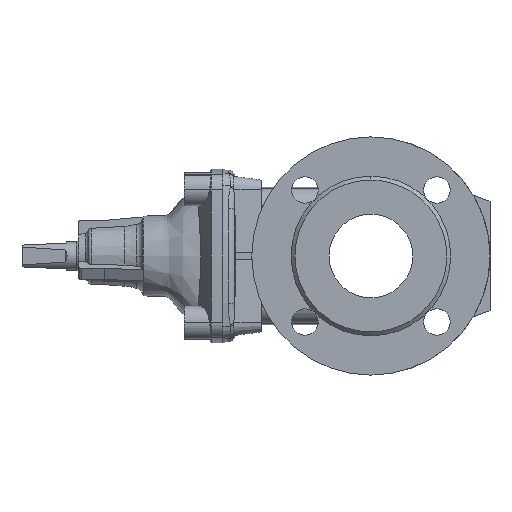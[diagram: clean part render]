
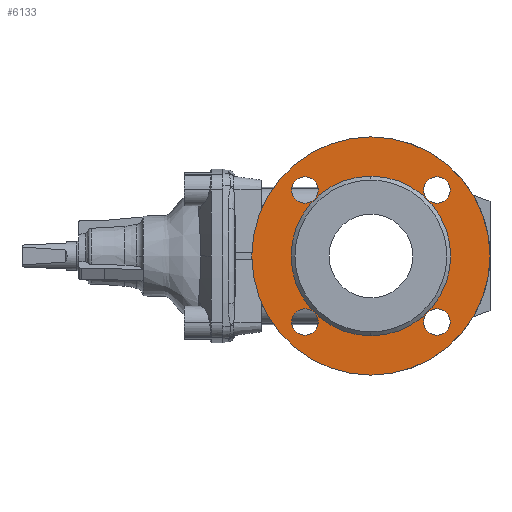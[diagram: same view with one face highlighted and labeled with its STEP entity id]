
A CAD part, left-side view. The second image highlights one B-rep face of the part: STEP entity #6133.
In plain terms, the highlighted planar face has unit normal (-1, 0, 0).
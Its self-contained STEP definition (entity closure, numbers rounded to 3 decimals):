
#144 = CIRCLE ( 'NONE', #2129, 62. ) ;
#174 = CIRCLE ( 'NONE', #2138, 92.5 ) ;
#235 = CIRCLE ( 'NONE', #2161, 92.5 ) ;
#355 = CIRCLE ( 'NONE', #2215, 10.25 ) ;
#357 = CIRCLE ( 'NONE', #2219, 10.25 ) ;
#381 = CIRCLE ( 'NONE', #2223, 10.25 ) ;
#413 = CIRCLE ( 'NONE', #2238, 10.25 ) ;
#473 = CIRCLE ( 'NONE', #2262, 10.25 ) ;
#477 = CIRCLE ( 'NONE', #2263, 10.25 ) ;
#478 = CIRCLE ( 'NONE', #2264, 10.25 ) ;
#479 = CIRCLE ( 'NONE', #2265, 10.25 ) ;
#480 = CIRCLE ( 'NONE', #2266, 62. ) ;
#734 = AXIS2_PLACEMENT_3D ( 'NONE', #5955, #5948, #5957 ) ;
#2129 = AXIS2_PLACEMENT_3D ( 'NONE', #4783, #4784, #4785 ) ;
#2138 = AXIS2_PLACEMENT_3D ( 'NONE', #4845, #4846, #4847 ) ;
#2161 = AXIS2_PLACEMENT_3D ( 'NONE', #11521, #11522, #11523 ) ;
#2215 = AXIS2_PLACEMENT_3D ( 'NONE', #2677, #2678, #2679 ) ;
#2219 = AXIS2_PLACEMENT_3D ( 'NONE', #2695, #2696, #2697 ) ;
#2223 = AXIS2_PLACEMENT_3D ( 'NONE', #2731, #2732, #2733 ) ;
#2238 = AXIS2_PLACEMENT_3D ( 'NONE', #2899, #2900, #2901 ) ;
#2262 = AXIS2_PLACEMENT_3D ( 'NONE', #3940, #3941, #3942 ) ;
#2263 = AXIS2_PLACEMENT_3D ( 'NONE', #3943, #3944, #3945 ) ;
#2264 = AXIS2_PLACEMENT_3D ( 'NONE', #3946, #3947, #3948 ) ;
#2265 = AXIS2_PLACEMENT_3D ( 'NONE', #3951, #3952, #3953 ) ;
#2266 = AXIS2_PLACEMENT_3D ( 'NONE', #3956, #3957, #3958 ) ;
#2677 = CARTESIAN_POINT ( 'NONE',  ( -132., 51.265, 51.265 ) ) ;
#2678 = DIRECTION ( 'NONE',  ( -1., 0., 0. ) ) ;
#2679 = DIRECTION ( 'NONE',  ( 0., 0., 1. ) ) ;
#2695 = CARTESIAN_POINT ( 'NONE',  ( -132., 51.265, -51.265 ) ) ;
#2696 = DIRECTION ( 'NONE',  ( -1., 0., 0. ) ) ;
#2697 = DIRECTION ( 'NONE',  ( 0., 0., 1. ) ) ;
#2731 = CARTESIAN_POINT ( 'NONE',  ( -132., -51.265, -51.265 ) ) ;
#2732 = DIRECTION ( 'NONE',  ( -1., 0., 0. ) ) ;
#2733 = DIRECTION ( 'NONE',  ( 0., 0., 1. ) ) ;
#2899 = CARTESIAN_POINT ( 'NONE',  ( -132., -51.265, 51.265 ) ) ;
#2900 = DIRECTION ( 'NONE',  ( -1., 0., 0. ) ) ;
#2901 = DIRECTION ( 'NONE',  ( 0., 0., 1. ) ) ;
#3940 = CARTESIAN_POINT ( 'NONE',  ( -132., -51.265, 51.265 ) ) ;
#3941 = DIRECTION ( 'NONE',  ( -1., 0., 0. ) ) ;
#3942 = DIRECTION ( 'NONE',  ( 0., 0., 1. ) ) ;
#3943 = CARTESIAN_POINT ( 'NONE',  ( -132., -51.265, -51.265 ) ) ;
#3944 = DIRECTION ( 'NONE',  ( -1., 0., 0. ) ) ;
#3945 = DIRECTION ( 'NONE',  ( 0., 0., 1. ) ) ;
#3946 = CARTESIAN_POINT ( 'NONE',  ( -132., 51.265, 51.265 ) ) ;
#3947 = DIRECTION ( 'NONE',  ( -1., 0., 0. ) ) ;
#3948 = DIRECTION ( 'NONE',  ( 0., 0., 1. ) ) ;
#3951 = CARTESIAN_POINT ( 'NONE',  ( -132., 51.265, -51.265 ) ) ;
#3952 = DIRECTION ( 'NONE',  ( -1., 0., 0. ) ) ;
#3953 = DIRECTION ( 'NONE',  ( 0., 0., 1. ) ) ;
#3956 = CARTESIAN_POINT ( 'NONE',  ( -132., 0., 0. ) ) ;
#3957 = DIRECTION ( 'NONE',  ( 1., 0., 0. ) ) ;
#3958 = DIRECTION ( 'NONE',  ( 0., 0., -1. ) ) ;
#4783 = CARTESIAN_POINT ( 'NONE',  ( -132., 0., 0. ) ) ;
#4784 = DIRECTION ( 'NONE',  ( 1., 0., 0. ) ) ;
#4785 = DIRECTION ( 'NONE',  ( 0., 0., -1. ) ) ;
#4845 = CARTESIAN_POINT ( 'NONE',  ( -132., 0., 0. ) ) ;
#4846 = DIRECTION ( 'NONE',  ( 1., 0., 0. ) ) ;
#4847 = DIRECTION ( 'NONE',  ( 0., 0., -1. ) ) ;
#5948 = DIRECTION ( 'NONE',  ( -1., 0., 0. ) ) ;
#5953 = PLANE ( 'NONE',  #734 ) ;
#5955 = CARTESIAN_POINT ( 'NONE',  ( -132., -92.5, 0. ) ) ;
#5957 = DIRECTION ( 'NONE',  ( 0., 0., -1. ) ) ;
#6133 = ADVANCED_FACE ( 'NONE', ( #8533, #8526, #8535, #8532, #8536, #8534 ), #5953, .T. ) ;
#7016 = EDGE_CURVE ( 'NONE', #10516, #10517, #144, .T. ) ;
#7039 = EDGE_CURVE ( 'NONE', #10539, #10540, #174, .T. ) ;
#7093 = EDGE_CURVE ( 'NONE', #10540, #10539, #235, .T. ) ;
#7950 = ORIENTED_EDGE ( 'NONE', *, *, #7093, .F. ) ;
#7975 = ORIENTED_EDGE ( 'NONE', *, *, #8850, .F. ) ;
#7982 = ORIENTED_EDGE ( 'NONE', *, *, #8849, .F. ) ;
#8034 = ORIENTED_EDGE ( 'NONE', *, *, #8724, .F. ) ;
#8046 = ORIENTED_EDGE ( 'NONE', *, *, #8851, .T. ) ;
#8103 = ORIENTED_EDGE ( 'NONE', *, *, #7016, .T. ) ;
#8171 = ORIENTED_EDGE ( 'NONE', *, *, #8848, .F. ) ;
#8208 = ORIENTED_EDGE ( 'NONE', *, *, #7039, .F. ) ;
#8282 = ORIENTED_EDGE ( 'NONE', *, *, #8718, .F. ) ;
#8294 = ORIENTED_EDGE ( 'NONE', *, *, #8738, .F. ) ;
#8296 = ORIENTED_EDGE ( 'NONE', *, *, #8776, .F. ) ;
#8298 = ORIENTED_EDGE ( 'NONE', *, *, #8847, .F. ) ;
#8526 = FACE_BOUND ( 'NONE', #10893, .T. ) ;
#8532 = FACE_BOUND ( 'NONE', #10889, .T. ) ;
#8533 = FACE_BOUND ( 'NONE', #10875, .T. ) ;
#8534 = FACE_BOUND ( 'NONE', #10895, .T. ) ;
#8535 = FACE_BOUND ( 'NONE', #10892, .T. ) ;
#8536 = FACE_OUTER_BOUND ( 'NONE', #10890, .T. ) ;
#8718 = EDGE_CURVE ( 'NONE', #11072, #11078, #355, .T. ) ;
#8724 = EDGE_CURVE ( 'NONE', #11075, #11099, #357, .T. ) ;
#8738 = EDGE_CURVE ( 'NONE', #11092, #11108, #381, .T. ) ;
#8776 = EDGE_CURVE ( 'NONE', #11071, #11085, #413, .T. ) ;
#8847 = EDGE_CURVE ( 'NONE', #11085, #11071, #473, .T. ) ;
#8848 = EDGE_CURVE ( 'NONE', #11108, #11092, #477, .T. ) ;
#8849 = EDGE_CURVE ( 'NONE', #11078, #11072, #478, .T. ) ;
#8850 = EDGE_CURVE ( 'NONE', #11099, #11075, #479, .T. ) ;
#8851 = EDGE_CURVE ( 'NONE', #10517, #10516, #480, .T. ) ;
#9905 = CARTESIAN_POINT ( 'NONE',  ( -132., 0., 62. ) ) ;
#9906 = CARTESIAN_POINT ( 'NONE',  ( -132., 0., -62. ) ) ;
#9928 = CARTESIAN_POINT ( 'NONE',  ( -132., 0., 92.5 ) ) ;
#9929 = CARTESIAN_POINT ( 'NONE',  ( -132., 0., -92.5 ) ) ;
#10213 = CARTESIAN_POINT ( 'NONE',  ( -132., -51.265, 41.015 ) ) ;
#10214 = CARTESIAN_POINT ( 'NONE',  ( -132., 51.265, 41.015 ) ) ;
#10217 = CARTESIAN_POINT ( 'NONE',  ( -132., 51.265, -61.515 ) ) ;
#10220 = CARTESIAN_POINT ( 'NONE',  ( -132., 51.265, 61.515 ) ) ;
#10227 = CARTESIAN_POINT ( 'NONE',  ( -132., -51.265, 61.515 ) ) ;
#10234 = CARTESIAN_POINT ( 'NONE',  ( -132., -51.265, -61.515 ) ) ;
#10241 = CARTESIAN_POINT ( 'NONE',  ( -132., 51.265, -41.015 ) ) ;
#10250 = CARTESIAN_POINT ( 'NONE',  ( -132., -51.265, -41.015 ) ) ;
#10516 = VERTEX_POINT ( 'NONE', #9905 ) ;
#10517 = VERTEX_POINT ( 'NONE', #9906 ) ;
#10539 = VERTEX_POINT ( 'NONE', #9928 ) ;
#10540 = VERTEX_POINT ( 'NONE', #9929 ) ;
#10875 = EDGE_LOOP ( 'NONE', ( #8298, #8296 ) ) ;
#10889 = EDGE_LOOP ( 'NONE', ( #7975, #8034 ) ) ;
#10890 = EDGE_LOOP ( 'NONE', ( #7950, #8208 ) ) ;
#10892 = EDGE_LOOP ( 'NONE', ( #7982, #8282 ) ) ;
#10893 = EDGE_LOOP ( 'NONE', ( #8171, #8294 ) ) ;
#10895 = EDGE_LOOP ( 'NONE', ( #8103, #8046 ) ) ;
#11071 = VERTEX_POINT ( 'NONE', #10213 ) ;
#11072 = VERTEX_POINT ( 'NONE', #10214 ) ;
#11075 = VERTEX_POINT ( 'NONE', #10217 ) ;
#11078 = VERTEX_POINT ( 'NONE', #10220 ) ;
#11085 = VERTEX_POINT ( 'NONE', #10227 ) ;
#11092 = VERTEX_POINT ( 'NONE', #10234 ) ;
#11099 = VERTEX_POINT ( 'NONE', #10241 ) ;
#11108 = VERTEX_POINT ( 'NONE', #10250 ) ;
#11521 = CARTESIAN_POINT ( 'NONE',  ( -132., 0., 0. ) ) ;
#11522 = DIRECTION ( 'NONE',  ( 1., 0., 0. ) ) ;
#11523 = DIRECTION ( 'NONE',  ( 0., 0., -1. ) ) ;
